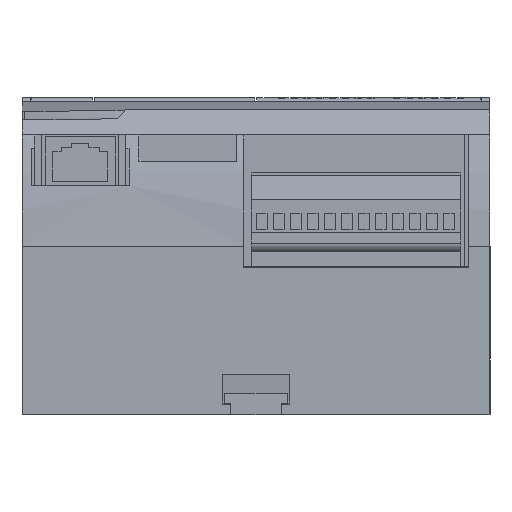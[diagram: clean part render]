
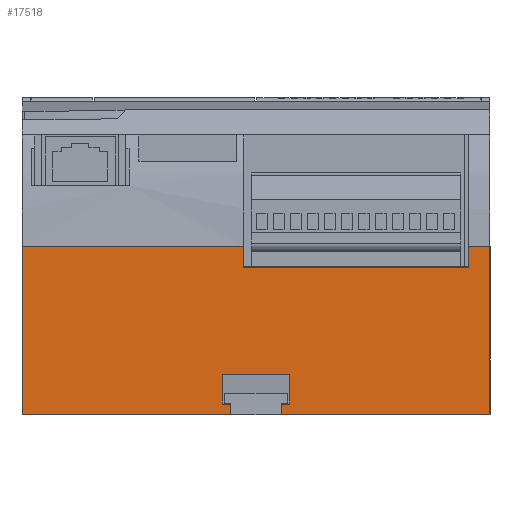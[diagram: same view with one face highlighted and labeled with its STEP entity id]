
A CAD part, front view. The second image highlights one B-rep face of the part: STEP entity #17518.
In plain terms, the highlighted planar face has unit normal (0, -1, 0).
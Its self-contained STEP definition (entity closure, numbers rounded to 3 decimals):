
#12355=FACE_OUTER_BOUND('',#25593,.T.);
#17518=ADVANCED_FACE('',(#12355),#21409,.T.);
#21409=PLANE('',#79976);
#25593=EDGE_LOOP('',(#30137,#30138,#30139,#30140,#30141,#30142,#30143,#30144,
#30145,#30146,#30147,#30148,#30149,#30150,#30151,#30152));
#30137=ORIENTED_EDGE('',*,*,#54631,.T.);
#30138=ORIENTED_EDGE('',*,*,#54632,.F.);
#30139=ORIENTED_EDGE('',*,*,#54633,.T.);
#30140=ORIENTED_EDGE('',*,*,#54634,.T.);
#30141=ORIENTED_EDGE('',*,*,#54635,.T.);
#30142=ORIENTED_EDGE('',*,*,#54636,.F.);
#30143=ORIENTED_EDGE('',*,*,#54637,.F.);
#30144=ORIENTED_EDGE('',*,*,#54638,.T.);
#30145=ORIENTED_EDGE('',*,*,#54639,.T.);
#30146=ORIENTED_EDGE('',*,*,#54640,.F.);
#30147=ORIENTED_EDGE('',*,*,#54641,.F.);
#30148=ORIENTED_EDGE('',*,*,#54642,.F.);
#30149=ORIENTED_EDGE('',*,*,#54573,.T.);
#30150=ORIENTED_EDGE('',*,*,#54643,.T.);
#30151=ORIENTED_EDGE('',*,*,#54585,.T.);
#30152=ORIENTED_EDGE('',*,*,#54630,.F.);
#48402=VERTEX_POINT('',#100632);
#48403=VERTEX_POINT('',#100634);
#48407=VERTEX_POINT('',#100643);
#48414=VERTEX_POINT('',#100657);
#48456=VERTEX_POINT('',#100749);
#48457=VERTEX_POINT('',#100753);
#48458=VERTEX_POINT('',#100755);
#48459=VERTEX_POINT('',#100757);
#48460=VERTEX_POINT('',#100759);
#48461=VERTEX_POINT('',#100761);
#48462=VERTEX_POINT('',#100763);
#48463=VERTEX_POINT('',#100765);
#48464=VERTEX_POINT('',#100767);
#48465=VERTEX_POINT('',#100769);
#48466=VERTEX_POINT('',#100771);
#48467=VERTEX_POINT('',#100773);
#54573=EDGE_CURVE('',#48403,#48402,#63665,.T.);
#54585=EDGE_CURVE('',#48407,#48414,#63675,.T.);
#54630=EDGE_CURVE('',#48456,#48414,#63704,.T.);
#54631=EDGE_CURVE('',#48456,#48457,#63705,.T.);
#54632=EDGE_CURVE('',#48458,#48457,#63706,.T.);
#54633=EDGE_CURVE('',#48458,#48459,#63707,.T.);
#54634=EDGE_CURVE('',#48459,#48460,#63708,.T.);
#54635=EDGE_CURVE('',#48460,#48461,#63709,.T.);
#54636=EDGE_CURVE('',#48462,#48461,#63710,.T.);
#54637=EDGE_CURVE('',#48463,#48462,#63711,.T.);
#54638=EDGE_CURVE('',#48463,#48464,#63712,.T.);
#54639=EDGE_CURVE('',#48464,#48465,#63713,.T.);
#54640=EDGE_CURVE('',#48466,#48465,#63714,.T.);
#54641=EDGE_CURVE('',#48467,#48466,#63715,.T.);
#54642=EDGE_CURVE('',#48403,#48467,#63716,.T.);
#54643=EDGE_CURVE('',#48402,#48407,#63717,.T.);
#63665=LINE('',#100633,#71643);
#63675=LINE('',#100658,#71653);
#63704=LINE('',#100750,#71682);
#63705=LINE('',#100752,#71683);
#63706=LINE('',#100754,#71684);
#63707=LINE('',#100756,#71685);
#63708=LINE('',#100758,#71686);
#63709=LINE('',#100760,#71687);
#63710=LINE('',#100762,#71688);
#63711=LINE('',#100764,#71689);
#63712=LINE('',#100766,#71690);
#63713=LINE('',#100768,#71691);
#63714=LINE('',#100770,#71692);
#63715=LINE('',#100772,#71693);
#63716=LINE('',#100774,#71694);
#63717=LINE('',#100775,#71695);
#71643=VECTOR('',#83974,1.);
#71653=VECTOR('',#83990,1.);
#71682=VECTOR('',#84057,1.);
#71683=VECTOR('',#84060,1.);
#71684=VECTOR('',#84061,1.);
#71685=VECTOR('',#84062,1.);
#71686=VECTOR('',#84063,1.);
#71687=VECTOR('',#84064,1.);
#71688=VECTOR('',#84065,1.);
#71689=VECTOR('',#84066,1.);
#71690=VECTOR('',#84067,1.);
#71691=VECTOR('',#84068,1.);
#71692=VECTOR('',#84069,1.);
#71693=VECTOR('',#84070,1.);
#71694=VECTOR('',#84071,1.);
#71695=VECTOR('',#84072,1.);
#79976=AXIS2_PLACEMENT_3D('',#100776,#84073,#84074);
#83974=DIRECTION('',(0.,0.,-1.));
#83990=DIRECTION('',(0.,0.,1.));
#84057=DIRECTION('',(1.,0.,0.));
#84060=DIRECTION('',(0.,0.,-1.));
#84061=DIRECTION('',(-1.,0.,0.));
#84062=DIRECTION('',(0.,0.,1.));
#84063=DIRECTION('',(-1.,0.,0.));
#84064=DIRECTION('',(0.,0.,1.));
#84065=DIRECTION('',(-1.,0.,0.));
#84066=DIRECTION('',(0.,0.,1.));
#84067=DIRECTION('',(-1.,0.,0.));
#84068=DIRECTION('',(0.,0.,-1.));
#84069=DIRECTION('',(-1.,0.,0.));
#84070=DIRECTION('',(0.,0.,-1.));
#84071=DIRECTION('',(1.,0.,0.));
#84072=DIRECTION('',(-1.,0.,0.));
#84073=DIRECTION('',(0.,-1.,0.));
#84074=DIRECTION('',(1.,0.,0.));
#100632=CARTESIAN_POINT('',(105.,0.,34.1));
#100633=CARTESIAN_POINT('',(105.,0.,84.1));
#100634=CARTESIAN_POINT('',(105.,0.,39.1));
#100643=CARTESIAN_POINT('',(52.1,0.,34.1));
#100657=CARTESIAN_POINT('',(52.1,0.,39.1));
#100658=CARTESIAN_POINT('',(52.1,0.,84.1));
#100749=CARTESIAN_POINT('',(0.,0.,39.1));
#100750=CARTESIAN_POINT('',(0.,0.,39.1));
#100752=CARTESIAN_POINT('',(0.,0.,84.1));
#100753=CARTESIAN_POINT('',(0.,0.,-0.4));
#100754=CARTESIAN_POINT('',(110.,0.,-0.4));
#100755=CARTESIAN_POINT('',(49.,0.,-0.4));
#100756=CARTESIAN_POINT('',(49.,0.,34.1));
#100757=CARTESIAN_POINT('',(49.,0.,2.078));
#100758=CARTESIAN_POINT('',(62.95,0.,2.078));
#100759=CARTESIAN_POINT('',(47.05,0.,2.078));
#100760=CARTESIAN_POINT('',(47.05,0.,2.078));
#100761=CARTESIAN_POINT('',(47.05,0.,9.078));
#100762=CARTESIAN_POINT('',(62.95,0.,9.078));
#100763=CARTESIAN_POINT('',(62.95,0.,9.078));
#100764=CARTESIAN_POINT('',(62.95,0.,2.078));
#100765=CARTESIAN_POINT('',(62.95,0.,2.078));
#100766=CARTESIAN_POINT('',(62.95,0.,2.078));
#100767=CARTESIAN_POINT('',(61.,0.,2.078));
#100768=CARTESIAN_POINT('',(61.,0.,34.1));
#100769=CARTESIAN_POINT('',(61.,0.,-0.4));
#100770=CARTESIAN_POINT('',(110.,0.,-0.4));
#100771=CARTESIAN_POINT('',(110.,0.,-0.4));
#100772=CARTESIAN_POINT('',(110.,0.,84.1));
#100773=CARTESIAN_POINT('',(110.,0.,39.1));
#100774=CARTESIAN_POINT('',(0.,0.,39.1));
#100775=CARTESIAN_POINT('',(110.,0.,34.1));
#100776=CARTESIAN_POINT('',(52.195,0.,84.1));
